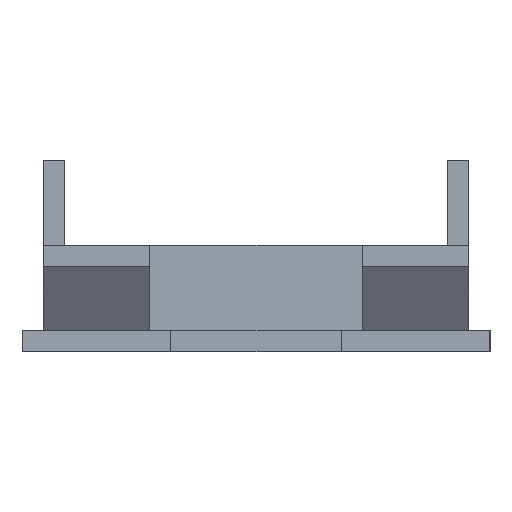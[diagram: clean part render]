
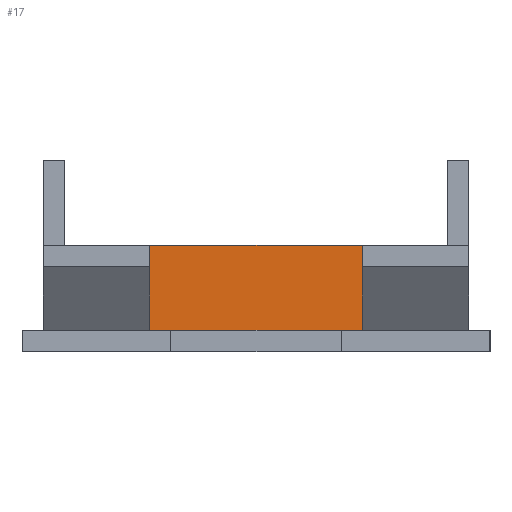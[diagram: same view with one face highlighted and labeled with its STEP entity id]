
A CAD part, left-side view. The second image highlights one B-rep face of the part: STEP entity #17.
In plain terms, the highlighted planar face has unit normal (-1, 0, 0).
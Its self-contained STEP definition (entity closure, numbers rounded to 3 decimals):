
#17 = ADVANCED_FACE('',(#18),#32,.F.);
#18 = FACE_BOUND('',#19,.F.);
#19 = EDGE_LOOP('',(#20,#55,#82,#110));
#20 = ORIENTED_EDGE('',*,*,#21,.F.);
#21 = EDGE_CURVE('',#22,#24,#26,.T.);
#22 = VERTEX_POINT('',#23);
#23 = CARTESIAN_POINT('',(-25.,-5.,-3.));
#24 = VERTEX_POINT('',#25);
#25 = CARTESIAN_POINT('',(-25.,-5.,1.));
#26 = SURFACE_CURVE('',#27,(#31,#43),.PCURVE_S1.);
#27 = LINE('',#28,#29);
#28 = CARTESIAN_POINT('',(-25.,-5.,-3.));
#29 = VECTOR('',#30,1.);
#30 = DIRECTION('',(0.,0.,1.));
#31 = PCURVE('',#32,#37);
#32 = PLANE('',#33);
#33 = AXIS2_PLACEMENT_3D('',#34,#35,#36);
#34 = CARTESIAN_POINT('',(-25.,-10.,0.));
#35 = DIRECTION('',(1.,0.,0.));
#36 = DIRECTION('',(0.,0.,1.));
#37 = DEFINITIONAL_REPRESENTATION('',(#38),#42);
#38 = LINE('',#39,#40);
#39 = CARTESIAN_POINT('',(-3.,-5.));
#40 = VECTOR('',#41,1.);
#41 = DIRECTION('',(1.,0.));
#42 = ( GEOMETRIC_REPRESENTATION_CONTEXT(2) 
PARAMETRIC_REPRESENTATION_CONTEXT() REPRESENTATION_CONTEXT('2D SPACE',''
  ) );
#43 = PCURVE('',#44,#49);
#44 = PLANE('',#45);
#45 = AXIS2_PLACEMENT_3D('',#46,#47,#48);
#46 = CARTESIAN_POINT('',(-26.111,-5.,-1.167));
#47 = DIRECTION('',(0.,-1.,-0.));
#48 = DIRECTION('',(0.,0.,1.));
#49 = DEFINITIONAL_REPRESENTATION('',(#50),#54);
#50 = LINE('',#51,#52);
#51 = CARTESIAN_POINT('',(-1.833,-1.111));
#52 = VECTOR('',#53,1.);
#53 = DIRECTION('',(1.,-0.));
#54 = ( GEOMETRIC_REPRESENTATION_CONTEXT(2) 
PARAMETRIC_REPRESENTATION_CONTEXT() REPRESENTATION_CONTEXT('2D SPACE',''
  ) );
#55 = ORIENTED_EDGE('',*,*,#56,.F.);
#56 = EDGE_CURVE('',#57,#22,#59,.T.);
#57 = VERTEX_POINT('',#58);
#58 = CARTESIAN_POINT('',(-25.,5.,-3.));
#59 = SURFACE_CURVE('',#60,(#64,#71),.PCURVE_S1.);
#60 = LINE('',#61,#62);
#61 = CARTESIAN_POINT('',(-25.,-1.964,-3.));
#62 = VECTOR('',#63,1.);
#63 = DIRECTION('',(0.,-1.,0.));
#64 = PCURVE('',#32,#65);
#65 = DEFINITIONAL_REPRESENTATION('',(#66),#70);
#66 = LINE('',#67,#68);
#67 = CARTESIAN_POINT('',(-3.,-8.036));
#68 = VECTOR('',#69,1.);
#69 = DIRECTION('',(0.,1.));
#70 = ( GEOMETRIC_REPRESENTATION_CONTEXT(2) 
PARAMETRIC_REPRESENTATION_CONTEXT() REPRESENTATION_CONTEXT('2D SPACE',''
  ) );
#71 = PCURVE('',#72,#77);
#72 = PLANE('',#73);
#73 = AXIS2_PLACEMENT_3D('',#74,#75,#76);
#74 = CARTESIAN_POINT('',(-27.429,6.071,-3.));
#75 = DIRECTION('',(-0.,-0.,1.));
#76 = DIRECTION('',(1.,0.,0.));
#77 = DEFINITIONAL_REPRESENTATION('',(#78),#81);
#78 = B_SPLINE_CURVE_WITH_KNOTS('',1,(#79,#80),.UNSPECIFIED.,.F.,.F.,(2,
    2),(-11.964,8.036),.PIECEWISE_BEZIER_KNOTS.);
#79 = CARTESIAN_POINT('',(2.429,3.929));
#80 = CARTESIAN_POINT('',(2.429,-16.071));
#81 = ( GEOMETRIC_REPRESENTATION_CONTEXT(2) 
PARAMETRIC_REPRESENTATION_CONTEXT() REPRESENTATION_CONTEXT('2D SPACE',''
  ) );
#82 = ORIENTED_EDGE('',*,*,#83,.F.);
#83 = EDGE_CURVE('',#84,#57,#86,.T.);
#84 = VERTEX_POINT('',#85);
#85 = CARTESIAN_POINT('',(-25.,5.,1.));
#86 = SURFACE_CURVE('',#87,(#91,#98),.PCURVE_S1.);
#87 = LINE('',#88,#89);
#88 = CARTESIAN_POINT('',(-25.,5.,1.));
#89 = VECTOR('',#90,1.);
#90 = DIRECTION('',(0.,0.,-1.));
#91 = PCURVE('',#32,#92);
#92 = DEFINITIONAL_REPRESENTATION('',(#93),#97);
#93 = LINE('',#94,#95);
#94 = CARTESIAN_POINT('',(1.,-15.));
#95 = VECTOR('',#96,1.);
#96 = DIRECTION('',(-1.,0.));
#97 = ( GEOMETRIC_REPRESENTATION_CONTEXT(2) 
PARAMETRIC_REPRESENTATION_CONTEXT() REPRESENTATION_CONTEXT('2D SPACE',''
  ) );
#98 = PCURVE('',#99,#104);
#99 = PLANE('',#100);
#100 = AXIS2_PLACEMENT_3D('',#101,#102,#103);
#101 = CARTESIAN_POINT('',(-26.111,5.,-1.167));
#102 = DIRECTION('',(0.,-1.,-0.));
#103 = DIRECTION('',(0.,0.,1.));
#104 = DEFINITIONAL_REPRESENTATION('',(#105),#109);
#105 = LINE('',#106,#107);
#106 = CARTESIAN_POINT('',(2.167,-1.111));
#107 = VECTOR('',#108,1.);
#108 = DIRECTION('',(-1.,0.));
#109 = ( GEOMETRIC_REPRESENTATION_CONTEXT(2) 
PARAMETRIC_REPRESENTATION_CONTEXT() REPRESENTATION_CONTEXT('2D SPACE',''
  ) );
#110 = ORIENTED_EDGE('',*,*,#111,.F.);
#111 = EDGE_CURVE('',#24,#84,#112,.T.);
#112 = SURFACE_CURVE('',#113,(#117,#124),.PCURVE_S1.);
#113 = LINE('',#114,#115);
#114 = CARTESIAN_POINT('',(-25.,-10.,1.));
#115 = VECTOR('',#116,1.);
#116 = DIRECTION('',(0.,1.,0.));
#117 = PCURVE('',#32,#118);
#118 = DEFINITIONAL_REPRESENTATION('',(#119),#123);
#119 = LINE('',#120,#121);
#120 = CARTESIAN_POINT('',(1.,0.));
#121 = VECTOR('',#122,1.);
#122 = DIRECTION('',(0.,-1.));
#123 = ( GEOMETRIC_REPRESENTATION_CONTEXT(2) 
PARAMETRIC_REPRESENTATION_CONTEXT() REPRESENTATION_CONTEXT('2D SPACE',''
  ) );
#124 = PCURVE('',#125,#130);
#125 = PLANE('',#126);
#126 = AXIS2_PLACEMENT_3D('',#127,#128,#129);
#127 = CARTESIAN_POINT('',(-25.,-10.,1.));
#128 = DIRECTION('',(0.,0.,1.));
#129 = DIRECTION('',(1.,0.,0.));
#130 = DEFINITIONAL_REPRESENTATION('',(#131),#135);
#131 = LINE('',#132,#133);
#132 = CARTESIAN_POINT('',(0.,0.));
#133 = VECTOR('',#134,1.);
#134 = DIRECTION('',(0.,1.));
#135 = ( GEOMETRIC_REPRESENTATION_CONTEXT(2) 
PARAMETRIC_REPRESENTATION_CONTEXT() REPRESENTATION_CONTEXT('2D SPACE',''
  ) );
